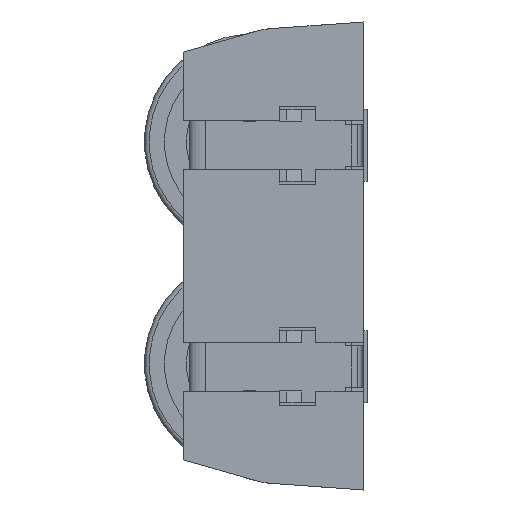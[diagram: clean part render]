
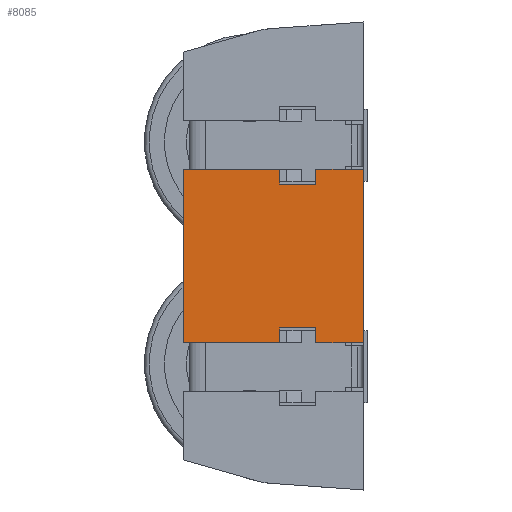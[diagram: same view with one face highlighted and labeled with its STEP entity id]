
A CAD part, left-side view. The second image highlights one B-rep face of the part: STEP entity #8085.
In plain terms, the highlighted planar face has unit normal (-1, 0, 0).
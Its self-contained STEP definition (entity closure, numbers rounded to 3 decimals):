
#13 = ORIENTED_EDGE ( 'NONE', *, *, #4272, .T. ) ;
#232 = DIRECTION ( 'NONE',  ( 1., 0., 0. ) ) ;
#416 = CARTESIAN_POINT ( 'NONE',  ( -39., 4., 7.249 ) ) ;
#470 = EDGE_CURVE ( 'NONE', #832, #9061, #2949, .T. ) ;
#532 = DIRECTION ( 'NONE',  ( 0., 0., 1. ) ) ;
#539 = ORIENTED_EDGE ( 'NONE', *, *, #470, .T. ) ;
#555 = VECTOR ( 'NONE', #1575, 1000. ) ;
#686 = ORIENTED_EDGE ( 'NONE', *, *, #5726, .T. ) ;
#780 = VECTOR ( 'NONE', #9355, 1000. ) ;
#790 = VERTEX_POINT ( 'NONE', #6369 ) ;
#832 = VERTEX_POINT ( 'NONE', #7974 ) ;
#870 = VECTOR ( 'NONE', #2040, 1000. ) ;
#953 = CARTESIAN_POINT ( 'NONE',  ( -39., 0., 7.249 ) ) ;
#974 = ORIENTED_EDGE ( 'NONE', *, *, #4485, .T. ) ;
#1195 = DIRECTION ( 'NONE',  ( 0., 0., -1. ) ) ;
#1243 = AXIS2_PLACEMENT_3D ( 'NONE', #8395, #232, #4253 ) ;
#1489 = ORIENTED_EDGE ( 'NONE', *, *, #7401, .F. ) ;
#1575 = DIRECTION ( 'NONE',  ( 0., 0., 1. ) ) ;
#1904 = CARTESIAN_POINT ( 'NONE',  ( -39., 4., -6. ) ) ;
#2000 = EDGE_CURVE ( 'NONE', #6134, #4980, #7796, .T. ) ;
#2013 = LINE ( 'NONE', #8859, #4657 ) ;
#2040 = DIRECTION ( 'NONE',  ( 0., 0., 1. ) ) ;
#2081 = ORIENTED_EDGE ( 'NONE', *, *, #7250, .T. ) ;
#2149 = CARTESIAN_POINT ( 'NONE',  ( -39., 0., -7.249 ) ) ;
#2183 = VERTEX_POINT ( 'NONE', #2198 ) ;
#2198 = CARTESIAN_POINT ( 'NONE',  ( -39., 0., -7.249 ) ) ;
#2305 = CARTESIAN_POINT ( 'NONE',  ( -39., 7., 7.249 ) ) ;
#2589 = EDGE_CURVE ( 'NONE', #9061, #7400, #6920, .T. ) ;
#2754 = VECTOR ( 'NONE', #5436, 1000. ) ;
#2946 = CARTESIAN_POINT ( 'NONE',  ( -39., 0., 7.249 ) ) ;
#2949 = LINE ( 'NONE', #6931, #7949 ) ;
#3576 = LINE ( 'NONE', #1904, #6286 ) ;
#3673 = ORIENTED_EDGE ( 'NONE', *, *, #3688, .T. ) ;
#3688 = EDGE_CURVE ( 'NONE', #2183, #790, #4557, .T. ) ;
#3692 = ORIENTED_EDGE ( 'NONE', *, *, #2000, .T. ) ;
#3763 = DIRECTION ( 'NONE',  ( 0., 1., 0. ) ) ;
#3917 = EDGE_CURVE ( 'NONE', #4980, #4698, #3576, .T. ) ;
#4253 = DIRECTION ( 'NONE',  ( 0., 0., -1. ) ) ;
#4266 = VERTEX_POINT ( 'NONE', #416 ) ;
#4272 = EDGE_CURVE ( 'NONE', #4698, #2183, #2013, .T. ) ;
#4485 = EDGE_CURVE ( 'NONE', #4958, #6134, #9423, .T. ) ;
#4557 = LINE ( 'NONE', #10264, #9563 ) ;
#4635 = CARTESIAN_POINT ( 'NONE',  ( -39., 7., -6. ) ) ;
#4657 = VECTOR ( 'NONE', #7231, 1000. ) ;
#4698 = VERTEX_POINT ( 'NONE', #10106 ) ;
#4845 = VECTOR ( 'NONE', #6317, 1000. ) ;
#4958 = VERTEX_POINT ( 'NONE', #9094 ) ;
#4980 = VERTEX_POINT ( 'NONE', #4987 ) ;
#4987 = CARTESIAN_POINT ( 'NONE',  ( -39., 4., -6. ) ) ;
#5116 = PLANE ( 'NONE',  #1243 ) ;
#5436 = DIRECTION ( 'NONE',  ( 0., 1., 0. ) ) ;
#5680 = LINE ( 'NONE', #9077, #555 ) ;
#5692 = CARTESIAN_POINT ( 'NONE',  ( -39., 4., 6. ) ) ;
#5726 = EDGE_CURVE ( 'NONE', #790, #4266, #10324, .T. ) ;
#5791 = CARTESIAN_POINT ( 'NONE',  ( -39., 15., 7.249 ) ) ;
#5857 = VERTEX_POINT ( 'NONE', #6193 ) ;
#5983 = CARTESIAN_POINT ( 'NONE',  ( -39., 7., -6. ) ) ;
#6134 = VERTEX_POINT ( 'NONE', #9991 ) ;
#6193 = CARTESIAN_POINT ( 'NONE',  ( -39., 15., -7.249 ) ) ;
#6286 = VECTOR ( 'NONE', #7671, 1000. ) ;
#6290 = EDGE_CURVE ( 'NONE', #6452, #832, #6984, .T. ) ;
#6317 = DIRECTION ( 'NONE',  ( 0., -1., 0. ) ) ;
#6369 = CARTESIAN_POINT ( 'NONE',  ( -39., 0., 7.249 ) ) ;
#6452 = VERTEX_POINT ( 'NONE', #5692 ) ;
#6668 = FACE_OUTER_BOUND ( 'NONE', #9616, .T. ) ;
#6920 = LINE ( 'NONE', #953, #780 ) ;
#6931 = CARTESIAN_POINT ( 'NONE',  ( -39., 7., 6. ) ) ;
#6984 = LINE ( 'NONE', #9574, #2754 ) ;
#6990 = DIRECTION ( 'NONE',  ( 0., 0., 1. ) ) ;
#7021 = LINE ( 'NONE', #9440, #7126 ) ;
#7126 = VECTOR ( 'NONE', #1195, 1000. ) ;
#7146 = ORIENTED_EDGE ( 'NONE', *, *, #2589, .T. ) ;
#7231 = DIRECTION ( 'NONE',  ( 0., -1., 0. ) ) ;
#7250 = EDGE_CURVE ( 'NONE', #5857, #4958, #8782, .T. ) ;
#7400 = VERTEX_POINT ( 'NONE', #5791 ) ;
#7401 = EDGE_CURVE ( 'NONE', #5857, #7400, #5680, .T. ) ;
#7434 = VECTOR ( 'NONE', #3763, 1000. ) ;
#7671 = DIRECTION ( 'NONE',  ( 0., 0., -1. ) ) ;
#7796 = LINE ( 'NONE', #5983, #9024 ) ;
#7949 = VECTOR ( 'NONE', #6990, 1000. ) ;
#7974 = CARTESIAN_POINT ( 'NONE',  ( -39., 7., 6. ) ) ;
#8085 = ADVANCED_FACE ( 'NONE', ( #6668 ), #5116, .F. ) ;
#8280 = EDGE_CURVE ( 'NONE', #4266, #6452, #7021, .T. ) ;
#8395 = CARTESIAN_POINT ( 'NONE',  ( -39., 7., -19.5 ) ) ;
#8747 = ORIENTED_EDGE ( 'NONE', *, *, #8280, .T. ) ;
#8782 = LINE ( 'NONE', #2149, #4845 ) ;
#8859 = CARTESIAN_POINT ( 'NONE',  ( -39., 0., -7.249 ) ) ;
#9024 = VECTOR ( 'NONE', #10112, 1000. ) ;
#9061 = VERTEX_POINT ( 'NONE', #2305 ) ;
#9077 = CARTESIAN_POINT ( 'NONE',  ( -39., 15., 17. ) ) ;
#9094 = CARTESIAN_POINT ( 'NONE',  ( -39., 7., -7.249 ) ) ;
#9355 = DIRECTION ( 'NONE',  ( 0., 1., 0. ) ) ;
#9423 = LINE ( 'NONE', #4635, #870 ) ;
#9440 = CARTESIAN_POINT ( 'NONE',  ( -39., 4., 6. ) ) ;
#9563 = VECTOR ( 'NONE', #532, 1000. ) ;
#9574 = CARTESIAN_POINT ( 'NONE',  ( -39., 7., 6. ) ) ;
#9616 = EDGE_LOOP ( 'NONE', ( #13, #3673, #686, #8747, #10000, #539, #7146, #1489, #2081, #974, #3692, #10581 ) ) ;
#9991 = CARTESIAN_POINT ( 'NONE',  ( -39., 7., -6. ) ) ;
#10000 = ORIENTED_EDGE ( 'NONE', *, *, #6290, .T. ) ;
#10106 = CARTESIAN_POINT ( 'NONE',  ( -39., 4., -7.249 ) ) ;
#10112 = DIRECTION ( 'NONE',  ( 0., -1., 0. ) ) ;
#10264 = CARTESIAN_POINT ( 'NONE',  ( -39., 0., -19.5 ) ) ;
#10324 = LINE ( 'NONE', #2946, #7434 ) ;
#10581 = ORIENTED_EDGE ( 'NONE', *, *, #3917, .T. ) ;
